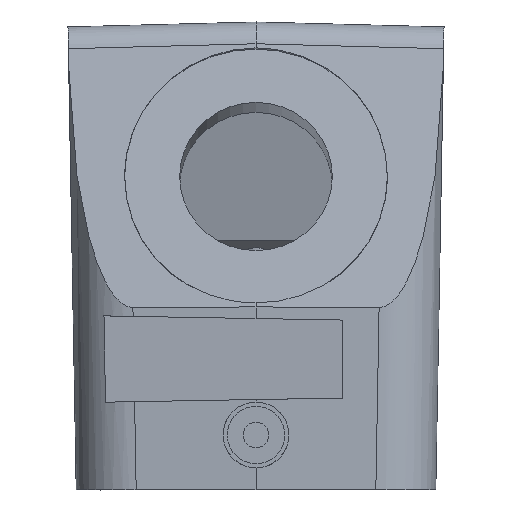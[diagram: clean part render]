
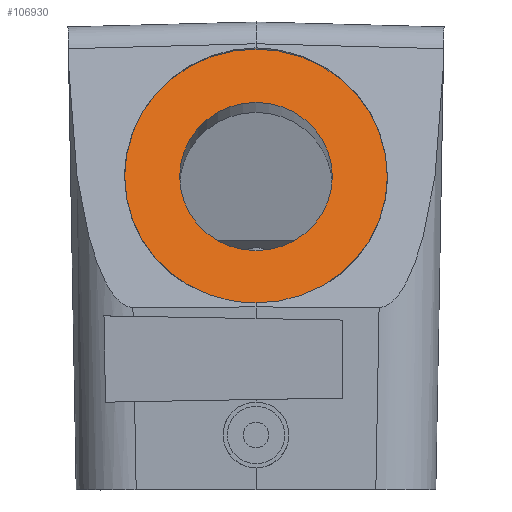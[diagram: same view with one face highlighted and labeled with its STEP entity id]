
A CAD part, front view. The second image highlights one B-rep face of the part: STEP entity #106930.
In plain terms, the highlighted face is planar.
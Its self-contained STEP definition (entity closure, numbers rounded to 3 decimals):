
#23840=CARTESIAN_POINT('',(-35.075,-118.682,
-17.078));
#23850=VERTEX_POINT('',#23840);
#23880=CARTESIAN_POINT('',(-35.075,-118.682,
-1.078));
#23890=DIRECTION('',(0.97,0.242,
0.));
#23900=DIRECTION('',(0.,0.,1.));
#23910=AXIS2_PLACEMENT_3D('',#23880,#23890,#23900);
#23920=CIRCLE('',#23910,16.);
#23930=CARTESIAN_POINT('',(-35.075,-118.682,
14.922));
#23940=VERTEX_POINT('',#23930);
#23950=EDGE_CURVE('',#23940,#23850,#23920,.T.);
#106680=CARTESIAN_POINT('',(-34.514,-120.933,
-23.159));
#106690=DIRECTION('',(0.97,0.242,
0.));
#106700=DIRECTION('',(0.,0.,1.));
#106710=AXIS2_PLACEMENT_3D('',#106680,#106690,#106700);
#106720=PLANE('',#106710);
#106730=ORIENTED_EDGE('',*,*,#23950,.F.);
#106740=EDGE_CURVE('',#23850,#23940,#23920,.T.);
#106750=ORIENTED_EDGE('',*,*,#106740,.F.);
#106760=EDGE_LOOP('',(#106750,#106730));
#106770=FACE_OUTER_BOUND('',#106760,.T.);
#106780=CARTESIAN_POINT('',(-35.075,-118.682,
-1.078));
#106790=DIRECTION('',(-0.97,-0.242,
0.));
#106800=DIRECTION('',(0.,0.,-1.));
#106810=AXIS2_PLACEMENT_3D('',#106780,#106790,#106800);
#106820=CIRCLE('',#106810,9.3);
#106830=CARTESIAN_POINT('',(-35.075,-118.682,
-10.378));
#106840=VERTEX_POINT('',#106830);
#106850=CARTESIAN_POINT('',(-35.075,-118.682,
8.222));
#106860=VERTEX_POINT('',#106850);
#106870=EDGE_CURVE('',#106840,#106860,#106820,.T.);
#106880=ORIENTED_EDGE('',*,*,#106870,.F.);
#106890=EDGE_CURVE('',#106860,#106840,#106820,.T.);
#106900=ORIENTED_EDGE('',*,*,#106890,.F.);
#106910=EDGE_LOOP('',(#106900,#106880));
#106920=FACE_BOUND('',#106910,.T.);
#106930=ADVANCED_FACE('',(#106770,#106920),#106720,.F.);
